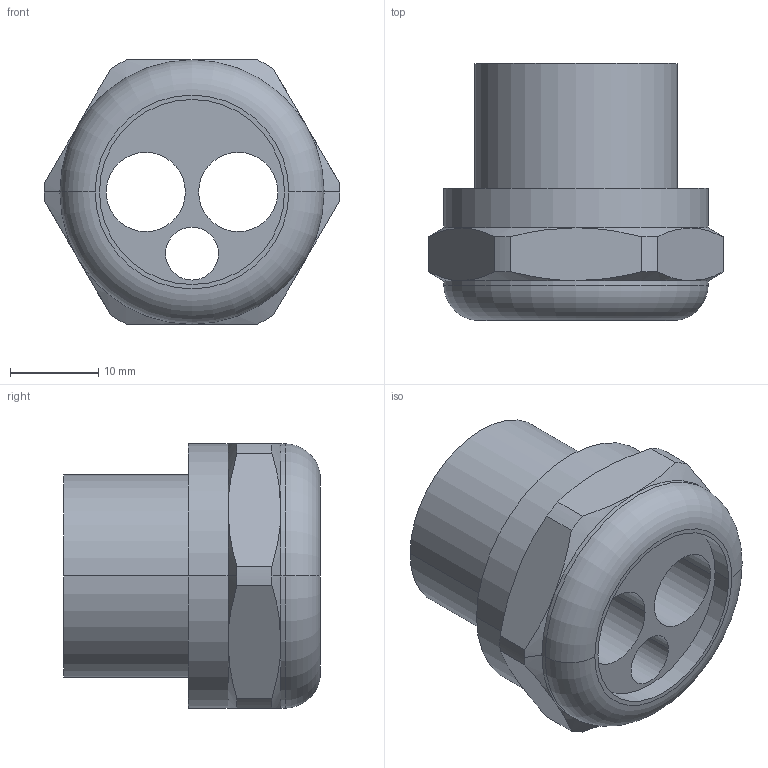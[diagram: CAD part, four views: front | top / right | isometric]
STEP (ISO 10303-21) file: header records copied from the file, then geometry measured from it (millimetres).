
FILE_DESCRIPTION(('Creo Elements/Direct Modeling STEP Export'),'2;1');
FILE_NAME('model.stp','2020-11-02T 7:31:22',(''),(''),'Creo Elements/Direct Modeling STEP processor for AP214 (Solid Model)','Creo Elements/Direct Modeling 20.1A 29-Sep-2018 (C) Parametric Technology GmbH','');
FILE_SCHEMA(('AUTOMOTIVE_DESIGN { 1 0 10303 214 1 1 1 1 }'));
Length unit declared in the file: millimetre
Products named in the file (2): VC-M-KV-PG21_1X6-2X9
Assembly tree (1 placements, depth 2):
  VC-M-KV-PG21_1X6-2X9
    VC-M-KV-PG21_1X6-2X9
Bounding box: 33.5 x 29.18 x 30 mm (x, y, z)
Volume: 10104.4 mm3; surface area: 7690.4 mm2
Topology: 1 solids, 1 shells, 54 faces, 129 edges, 81 vertices
Faces by surface type: cylinder 24, cone 16, plane 12, torus 2
Entity records: 2702 total; most frequent: CARTESIAN_POINT 1131, ORIENTED_EDGE 258, DIRECTION 182, EDGE_CURVE 129, VERTEX_POINT 81, AXIS2_PLACEMENT_3D 74, EDGE_LOOP 64, COLOUR_RGB 55
